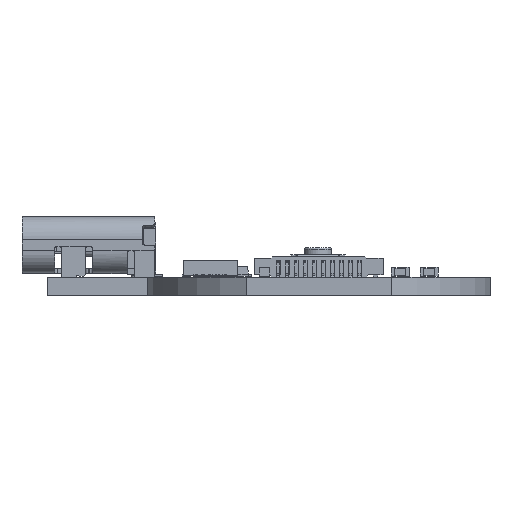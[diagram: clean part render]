
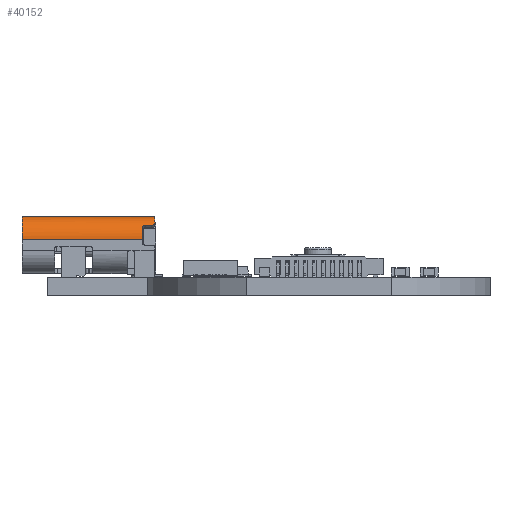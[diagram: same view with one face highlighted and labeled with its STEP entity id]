
A CAD part, front view. The second image highlights one B-rep face of the part: STEP entity #40152.
In plain terms, the highlighted cylindrical face has radius 1.28 mm (diameter 2.56 mm), a partial arc.
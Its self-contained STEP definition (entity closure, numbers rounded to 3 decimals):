
#39226 = VERTEX_POINT('',#39227);
#39227 = CARTESIAN_POINT('',(4.47,-3.675,2.03));
#39233 = EDGE_CURVE('',#39226,#39234,#39236,.T.);
#39234 = VERTEX_POINT('',#39235);
#39235 = CARTESIAN_POINT('',(4.47,2.975,2.03));
#39236 = LINE('',#39237,#39238);
#39237 = CARTESIAN_POINT('',(4.47,-3.675,2.03));
#39238 = VECTOR('',#39239,1.);
#39239 = DIRECTION('',(0.,1.,0.));
#39581 = EDGE_CURVE('',#39582,#39226,#39584,.T.);
#39582 = VERTEX_POINT('',#39583);
#39583 = CARTESIAN_POINT('',(3.19,-3.675,3.31));
#39584 = CIRCLE('',#39585,1.28);
#39585 = AXIS2_PLACEMENT_3D('',#39586,#39587,#39588);
#39586 = CARTESIAN_POINT('',(3.19,-3.675,2.03));
#39587 = DIRECTION('',(0.,1.,0.));
#39588 = DIRECTION('',(-1.,0.,0.));
#40152 = ADVANCED_FACE('',(#40153),#40215,.T.);
#40153 = FACE_BOUND('',#40154,.T.);
#40154 = EDGE_LOOP('',(#40155,#40170,#40178,#40191,#40200,#40206,#40207,
    #40208));
#40155 = ORIENTED_EDGE('',*,*,#40156,.T.);
#40156 = EDGE_CURVE('',#40157,#40159,#40161,.T.);
#40157 = VERTEX_POINT('',#40158);
#40158 = CARTESIAN_POINT('',(4.273,2.975,2.712));
#40159 = VERTEX_POINT('',#40160);
#40160 = CARTESIAN_POINT('',(4.185,3.125,2.835));
#40161 = B_SPLINE_CURVE_WITH_KNOTS('',7,(#40162,#40163,#40164,#40165,
    #40166,#40167,#40168,#40169),.UNSPECIFIED.,.F.,.F.,(8,8),(0.,1.),
  .PIECEWISE_BEZIER_KNOTS.);
#40162 = CARTESIAN_POINT('',(4.273,2.975,2.712));
#40163 = CARTESIAN_POINT('',(4.255,2.975,2.741));
#40164 = CARTESIAN_POINT('',(4.236,2.984,2.769
    ));
#40165 = CARTESIAN_POINT('',(4.218,3.002,
    2.794));
#40166 = CARTESIAN_POINT('',(4.202,3.027,2.814
    ));
#40167 = CARTESIAN_POINT('',(4.191,3.058,
    2.828));
#40168 = CARTESIAN_POINT('',(4.185,3.091,
    2.835));
#40169 = CARTESIAN_POINT('',(4.185,3.125,2.835));
#40170 = ORIENTED_EDGE('',*,*,#40171,.F.);
#40171 = EDGE_CURVE('',#40172,#40159,#40174,.T.);
#40172 = VERTEX_POINT('',#40173);
#40173 = CARTESIAN_POINT('',(4.185,3.505,2.835));
#40174 = LINE('',#40175,#40176);
#40175 = CARTESIAN_POINT('',(4.185,-3.675,2.835));
#40176 = VECTOR('',#40177,1.);
#40177 = DIRECTION('',(0.,-1.,0.));
#40178 = ORIENTED_EDGE('',*,*,#40179,.T.);
#40179 = EDGE_CURVE('',#40172,#40180,#40182,.T.);
#40180 = VERTEX_POINT('',#40181);
#40181 = CARTESIAN_POINT('',(4.081,3.655,2.949));
#40182 = B_SPLINE_CURVE_WITH_KNOTS('',7,(#40183,#40184,#40185,#40186,
    #40187,#40188,#40189,#40190),.UNSPECIFIED.,.F.,.F.,(8,8),(0.,1.),
  .PIECEWISE_BEZIER_KNOTS.);
#40183 = CARTESIAN_POINT('',(4.185,3.505,2.835));
#40184 = CARTESIAN_POINT('',(4.185,3.539,
    2.835));
#40185 = CARTESIAN_POINT('',(4.18,3.572,
    2.842));
#40186 = CARTESIAN_POINT('',(4.168,3.603,
    2.856));
#40187 = CARTESIAN_POINT('',(4.152,3.629,
    2.876));
#40188 = CARTESIAN_POINT('',(4.131,3.646,
    2.899));
#40189 = CARTESIAN_POINT('',(4.106,3.655,2.925));
#40190 = CARTESIAN_POINT('',(4.081,3.655,2.949));
#40191 = ORIENTED_EDGE('',*,*,#40192,.F.);
#40192 = EDGE_CURVE('',#40193,#40180,#40195,.T.);
#40193 = VERTEX_POINT('',#40194);
#40194 = CARTESIAN_POINT('',(3.19,3.655,3.31));
#40195 = CIRCLE('',#40196,1.28);
#40196 = AXIS2_PLACEMENT_3D('',#40197,#40198,#40199);
#40197 = CARTESIAN_POINT('',(3.19,3.655,2.03));
#40198 = DIRECTION('',(0.,1.,0.));
#40199 = DIRECTION('',(-1.,0.,0.));
#40200 = ORIENTED_EDGE('',*,*,#40201,.F.);
#40201 = EDGE_CURVE('',#39582,#40193,#40202,.T.);
#40202 = LINE('',#40203,#40204);
#40203 = CARTESIAN_POINT('',(3.19,-3.675,3.31));
#40204 = VECTOR('',#40205,1.);
#40205 = DIRECTION('',(0.,1.,0.));
#40206 = ORIENTED_EDGE('',*,*,#39581,.T.);
#40207 = ORIENTED_EDGE('',*,*,#39233,.T.);
#40208 = ORIENTED_EDGE('',*,*,#40209,.F.);
#40209 = EDGE_CURVE('',#40157,#39234,#40210,.T.);
#40210 = CIRCLE('',#40211,1.28);
#40211 = AXIS2_PLACEMENT_3D('',#40212,#40213,#40214);
#40212 = CARTESIAN_POINT('',(3.19,2.975,2.03));
#40213 = DIRECTION('',(0.,1.,0.));
#40214 = DIRECTION('',(-1.,0.,0.));
#40215 = CYLINDRICAL_SURFACE('',#40216,1.28);
#40216 = AXIS2_PLACEMENT_3D('',#40217,#40218,#40219);
#40217 = CARTESIAN_POINT('',(3.19,-3.675,2.03));
#40218 = DIRECTION('',(0.,-1.,0.));
#40219 = DIRECTION('',(-1.,0.,0.));
